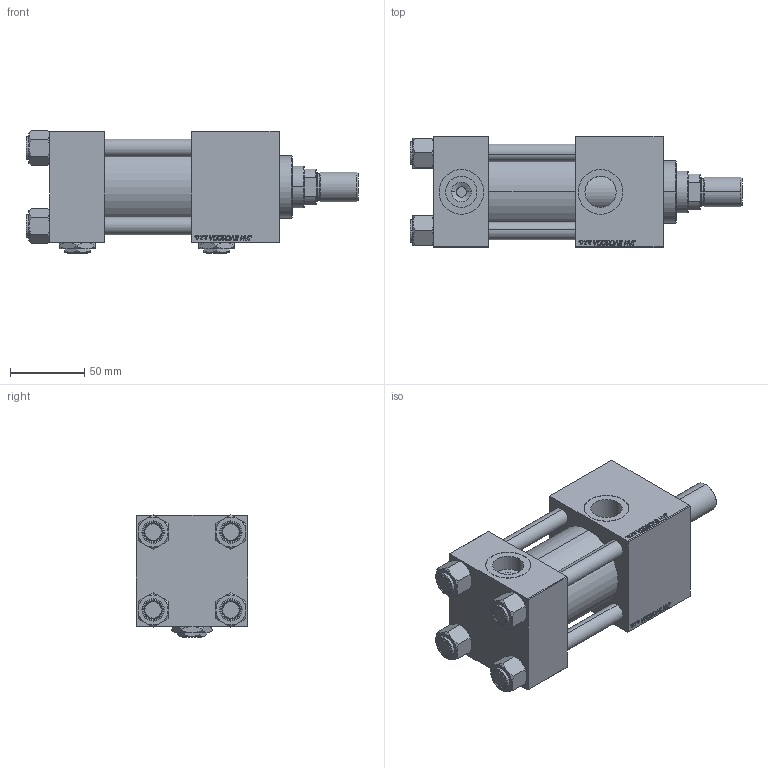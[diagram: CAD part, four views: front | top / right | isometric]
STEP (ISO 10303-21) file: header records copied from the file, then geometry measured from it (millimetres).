
FILE_DESCRIPTION (( 'STEP AP203' ), '1' );
FILE_NAME ('7241.STEP', '2024-10-23T09:35:33', ( '' ), ( '' ), 'SwSTEP 2.0', 'SolidWorks 2019', '' );
FILE_SCHEMA (( 'CONFIG_CONTROL_DESIGN' ));
Length unit declared in the file: millimetre
Products named in the file (8): 7241; V215CR_C_TYCINKA 47556a295fbcabb147120fa26997e42d; NUT_M5_C 47556a295fbcabb147120fa26997e42d; ROD_END_AH 47556a295fbcabb147120fa26997e42d; V215_VC_A 47556a295fbcabb147120fa26997e42d; V215CR_VCP_C 47556a295fbcabb147120fa26997e42d; V215CR_C_Body 47556a295fbcabb147120fa26997e42d; Zatka_pro_OIL_PORT 47556a295fbcabb147120fa26997e42d
Assembly tree (14 placements, depth 2):
  7241
    V215CR_C_Body 47556a295fbcabb147120fa26997e42d
    V215CR_VCP_C 47556a295fbcabb147120fa26997e42d
    NUT_M5_C 47556a295fbcabb147120fa26997e42d  x4
    V215CR_C_TYCINKA 47556a295fbcabb147120fa26997e42d  x4
    V215_VC_A 47556a295fbcabb147120fa26997e42d
    ROD_END_AH 47556a295fbcabb147120fa26997e42d
    Zatka_pro_OIL_PORT 47556a295fbcabb147120fa26997e42d  x2
Bounding box: 223 x 75 x 82.27 mm (x, y, z)
Volume: 672612 mm3; surface area: 157842.5 mm2
Topology: 14 solids, 14 shells, 1263 faces, 3130 edges, 2019 vertices
Faces by surface type: plane 577, bspline 392, cone 182, cylinder 102, torus 10
Entity records: 52714 total; most frequent: CARTESIAN_POINT 27814, ORIENTED_EDGE 5560, DIRECTION 3624, EDGE_CURVE 2780, VERTEX_POINT 1817, VECTOR 1646, LINE 1646, EDGE_LOOP 1239
